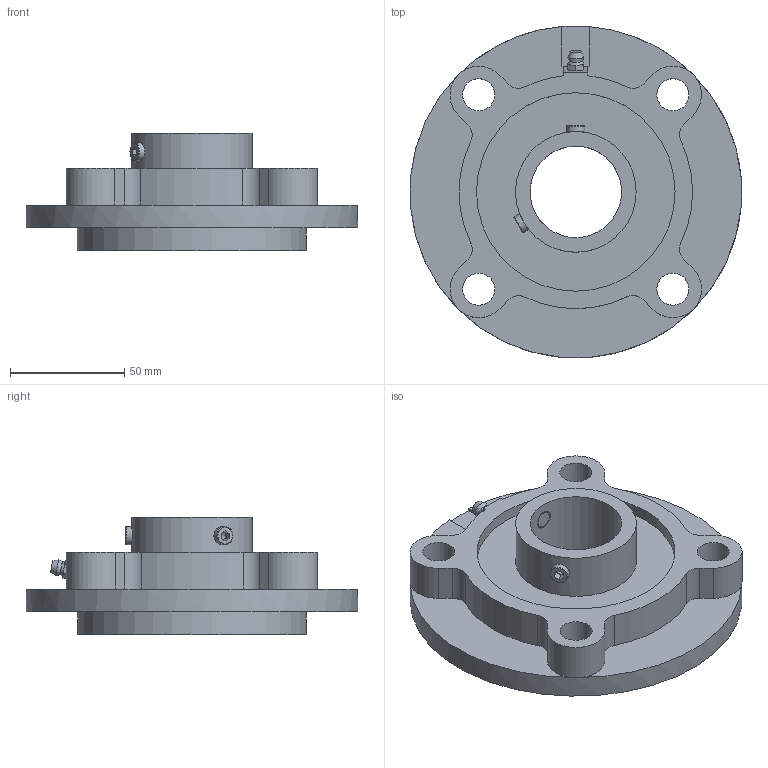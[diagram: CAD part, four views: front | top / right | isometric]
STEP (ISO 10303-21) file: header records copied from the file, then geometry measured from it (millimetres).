
FILE_DESCRIPTION( ( 'STEP AP214' ), ' ' );
FILE_NAME( 'UCFC208J.stp', '2018-05-30T07:21:30', ( '' ), ( '' ), ' ', 'PARTsolutions', ' ' );
FILE_SCHEMA( ( 'AUTOMOTIVE_DESIGN { 1 0 10303 214 1 1 1 1 }' ) );
Length unit declared in the file: millimetre
Products named in the file (2): UCFC208J; _UCFC208-Housing
Assembly tree (1 placements, depth 2):
  UCFC208J
    _UCFC208-Housing
Bounding box: 144.83 x 144.93 x 51.2 mm (x, y, z)
Volume: 302705.3 mm3; surface area: 65040.1 mm2
Topology: 1 solids, 1 shells, 104 faces, 257 edges, 165 vertices
Faces by surface type: plane 50, cylinder 33, cone 19, torus 2
Full cylindrical faces by diameter (mm): 7 x1, 8 x4, 14 x4, 40 x1, 52.7 x2, 80 x1, 86.7 x1, 100 x1, 145 x1
Entity records: 4155 total; most frequent: CARTESIAN_POINT 973, DIRECTION 481, ORIENTED_EDGE 440, EDGE_CURVE 220, AXIS2_PLACEMENT_3D 195, VERTEX_POINT 155, EDGE_LOOP 149, FACE_OUTER_BOUND 122
